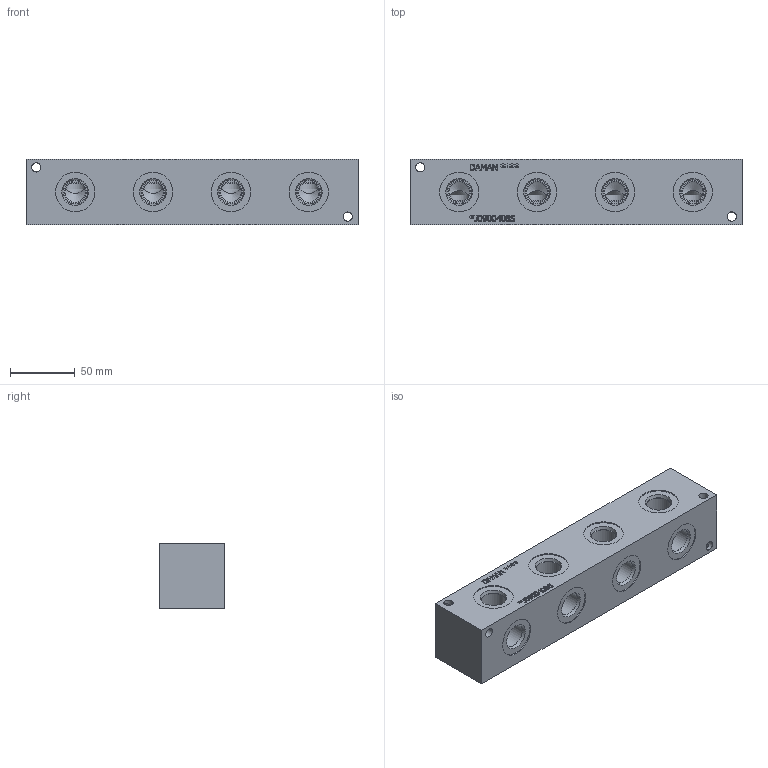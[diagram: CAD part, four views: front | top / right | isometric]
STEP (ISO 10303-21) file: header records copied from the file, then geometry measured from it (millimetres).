
FILE_DESCRIPTION(/* description */ (''),/* implementation_level */ '2;1');
FILE_NAME(/* name */ '_J0900408S.stp',/* time_stamp */ '2020-05-22T10:41:08-04:00',/* author */ ('alexanderw'),/* organization */ (''),/* preprocessor_version */ 'ST-DEVELOPER v17',/* originating_system */ 'Autodesk Inventor 2019',/* authorisation */ '');
FILE_SCHEMA (('AUTOMOTIVE_DESIGN { 1 0 10303 214 3 1 1 }'));
Length unit declared in the file: millimetre
Products named in the file (1): Part_AJ0900408S_3D
Bounding box: 257.18 x 50.8 x 50.8 mm (x, y, z)
Volume: 603994.3 mm3; surface area: 70736.9 mm2
Topology: 1 solids, 1 shells, 417 faces, 1117 edges, 744 vertices
Faces by surface type: plane 222, bspline 115, cylinder 48, cone 32
Full cylindrical faces by diameter (mm): 7.137 x8, 17.501 x8, 19.05 x8, 19.253 x8, 30.632 x8
Entity records: 14091 total; most frequent: CARTESIAN_POINT 3916, ORIENTED_EDGE 2234, DIRECTION 1651, EDGE_CURVE 1117, VERTEX_POINT 744, LINE 693, VECTOR 693, EDGE_LOOP 479
